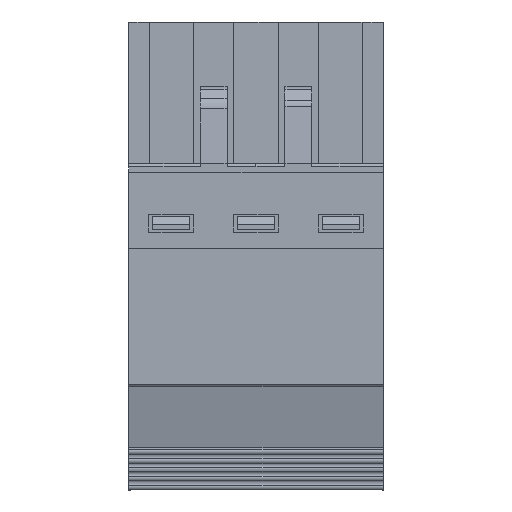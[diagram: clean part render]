
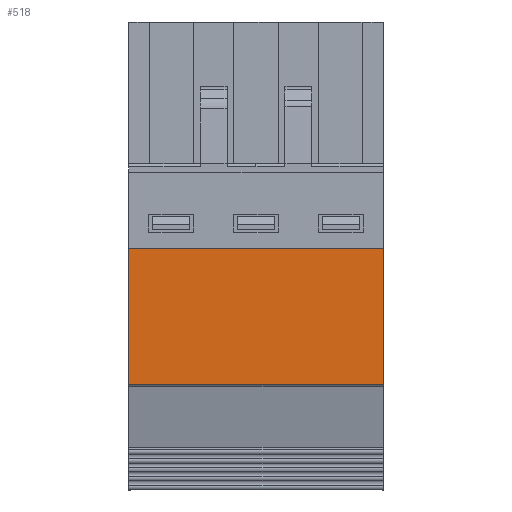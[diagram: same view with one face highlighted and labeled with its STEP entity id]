
A CAD part, front view. The second image highlights one B-rep face of the part: STEP entity #518.
In plain terms, the highlighted planar face has unit normal (0, -1, 0).
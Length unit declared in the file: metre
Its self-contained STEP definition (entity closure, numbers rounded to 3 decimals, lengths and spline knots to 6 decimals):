
#518=ADVANCED_FACE('',(#1228),#1229,.T.);
#1228=FACE_OUTER_BOUND('',#2132,.T.);
#1229=PLANE('',#2133);
#2132=EDGE_LOOP('',(#3591,#3592,#3593,#3594,#3595,#3596,#3597,#3598,#3599,#3600));
#2133=AXIS2_PLACEMENT_3D('',#3601,#3602,#3603);
#3591=ORIENTED_EDGE('',*,*,#5690,.T.);
#3592=ORIENTED_EDGE('',*,*,#5706,.T.);
#3593=ORIENTED_EDGE('',*,*,#5707,.F.);
#3594=ORIENTED_EDGE('',*,*,#5708,.T.);
#3595=ORIENTED_EDGE('',*,*,#5709,.T.);
#3596=ORIENTED_EDGE('',*,*,#5710,.T.);
#3597=ORIENTED_EDGE('',*,*,#5711,.F.);
#3598=ORIENTED_EDGE('',*,*,#5621,.F.);
#3599=ORIENTED_EDGE('',*,*,#5618,.T.);
#3600=ORIENTED_EDGE('',*,*,#5712,.T.);
#3601=CARTESIAN_POINT('',(0.03805,-0.035437,-0.075199));
#3602=DIRECTION('',(0.,-1.0,0.));
#3603=DIRECTION('',(0.,0.,1.0));
#5618=EDGE_CURVE('',#6840,#6838,#6841,.T.);
#5621=EDGE_CURVE('',#6840,#6844,#6845,.T.);
#5690=EDGE_CURVE('',#6947,#6945,#6948,.T.);
#5706=EDGE_CURVE('',#6945,#6971,#6972,.T.);
#5707=EDGE_CURVE('',#6973,#6971,#6974,.T.);
#5708=EDGE_CURVE('',#6973,#6975,#6976,.T.);
#5709=EDGE_CURVE('',#6975,#6977,#6978,.T.);
#5710=EDGE_CURVE('',#6977,#6979,#6980,.T.);
#5711=EDGE_CURVE('',#6844,#6979,#6981,.T.);
#5712=EDGE_CURVE('',#6838,#6947,#6982,.T.);
#6838=VERTEX_POINT('',#8559);
#6840=VERTEX_POINT('',#8562);
#6841=LINE('',#8563,#8564);
#6844=VERTEX_POINT('',#8568);
#6845=LINE('',#8569,#8570);
#6945=VERTEX_POINT('',#8699);
#6947=VERTEX_POINT('',#8702);
#6948=LINE('',#8703,#8704);
#6971=VERTEX_POINT('',#8728);
#6972=LINE('',#8729,#8730);
#6973=VERTEX_POINT('',#8731);
#6974=LINE('',#8732,#8733);
#6975=VERTEX_POINT('',#8734);
#6976=LINE('',#8735,#8736);
#6977=VERTEX_POINT('',#8737);
#6978=LINE('',#8738,#8739);
#6979=VERTEX_POINT('',#8740);
#6980=LINE('',#8741,#8742);
#6981=LINE('',#8743,#8744);
#6982=LINE('',#8745,#8746);
#8559=CARTESIAN_POINT('',(0.03805,-0.035437,-0.064424));
#8562=CARTESIAN_POINT('',(0.038054,-0.035437,-0.064424));
#8563=CARTESIAN_POINT('',(0.03805,-0.035437,-0.064424));
#8564=VECTOR('',#10225,1.0);
#8568=CARTESIAN_POINT('',(0.038054,-0.035437,-0.067526));
#8569=CARTESIAN_POINT('',(0.038054,-0.035437,-0.075199));
#8570=VECTOR('',#10227,1.0);
#8699=CARTESIAN_POINT('',(0.053052,-0.035437,-0.076626));
#8702=CARTESIAN_POINT('',(0.03805,-0.035437,-0.076626));
#8703=CARTESIAN_POINT('',(0.102814,-0.035437,-0.076626));
#8704=VECTOR('',#10318,1.0);
#8728=CARTESIAN_POINT('',(0.053052,-0.035437,-0.067526));
#8729=CARTESIAN_POINT('',(0.053052,-0.035437,-0.075199));
#8730=VECTOR('',#10341,1.0);
#8731=CARTESIAN_POINT('',(0.051947,-0.035437,-0.067526));
#8732=CARTESIAN_POINT('',(-0.02695,-0.035437,-0.067526));
#8733=VECTOR('',#10342,1.0);
#8734=CARTESIAN_POINT('',(0.051947,-0.035437,-0.068613));
#8735=CARTESIAN_POINT('',(0.051947,-0.035437,-0.075199));
#8736=VECTOR('',#10343,1.0);
#8737=CARTESIAN_POINT('',(0.039153,-0.035437,-0.068613));
#8738=CARTESIAN_POINT('',(0.03805,-0.035437,-0.068613));
#8739=VECTOR('',#10344,1.0);
#8740=CARTESIAN_POINT('',(0.039153,-0.035437,-0.067526));
#8741=CARTESIAN_POINT('',(0.039153,-0.035437,-0.075199));
#8742=VECTOR('',#10345,1.0);
#8743=CARTESIAN_POINT('',(0.03805,-0.035437,-0.067526));
#8744=VECTOR('',#10346,1.0);
#8745=CARTESIAN_POINT('',(0.03805,-0.035437,-0.075199));
#8746=VECTOR('',#10347,1.0);
#10225=DIRECTION('',(-1.0,0.,0.));
#10227=DIRECTION('',(0.,0.,-1.0));
#10318=DIRECTION('',(1.0,0.,0.));
#10341=DIRECTION('',(0.,0.,1.0));
#10342=DIRECTION('',(1.0,0.,0.));
#10343=DIRECTION('',(0.,0.,-1.0));
#10344=DIRECTION('',(-1.0,0.,0.));
#10345=DIRECTION('',(0.,0.,1.0));
#10346=DIRECTION('',(1.0,0.,0.));
#10347=DIRECTION('',(0.,0.,-1.0));
